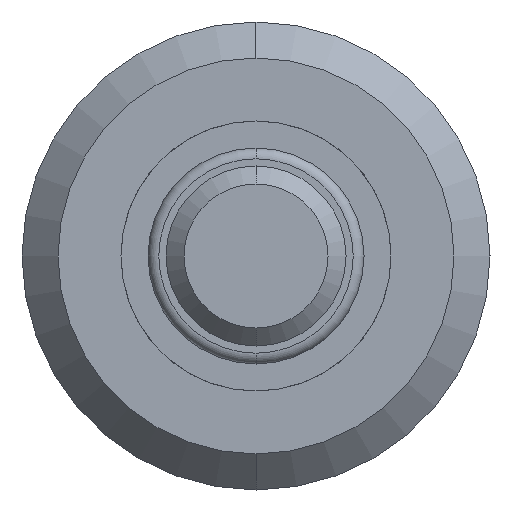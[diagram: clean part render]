
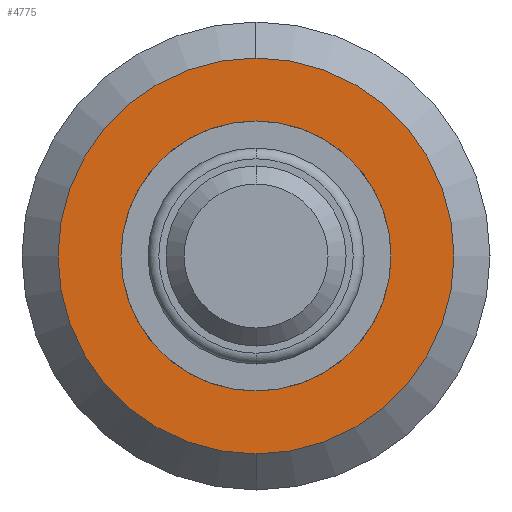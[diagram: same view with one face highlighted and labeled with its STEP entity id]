
A CAD part, front view. The second image highlights one B-rep face of the part: STEP entity #4775.
In plain terms, the highlighted planar face has unit normal (0, -1, 0).
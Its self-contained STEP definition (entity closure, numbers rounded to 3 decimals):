
#145 = EDGE_LOOP ( 'NONE', ( #4427, #1346 ) ) ;
#236 = DIRECTION ( 'NONE',  ( 0., -1., 0. ) ) ;
#262 = CARTESIAN_POINT ( 'NONE',  ( 0., 28.3, 0. ) ) ;
#363 = CIRCLE ( 'NONE', #2960, 2.75 ) ;
#410 = FACE_BOUND ( 'NONE', #1462, .T. ) ;
#479 = AXIS2_PLACEMENT_3D ( 'NONE', #1766, #2141, #4306 ) ;
#482 = DIRECTION ( 'NONE',  ( 0., 0., 1. ) ) ;
#686 = EDGE_CURVE ( 'Defeature ausgef�hrt2_22+Defeature ausgef�hrt2_23+Defeature ausgef�hrt2_23+Defeature ausgef�hrt2_23', #2993, #2930, #1002, .T. ) ;
#689 = ORIENTED_EDGE ( 'NONE', *, *, #686, .T. ) ;
#940 = VERTEX_POINT ( 'NONE', #1401 ) ;
#960 = ORIENTED_EDGE ( 'NONE', *, *, #3783, .T. ) ;
#1002 = CIRCLE ( 'NONE', #1600, 0.9 ) ;
#1047 = PLANE ( 'NONE',  #479 ) ;
#1121 = VERTEX_POINT ( 'NONE', #1253 ) ;
#1253 = CARTESIAN_POINT ( 'NONE',  ( 0., 28.3, -2.75 ) ) ;
#1346 = ORIENTED_EDGE ( 'NONE', *, *, #4356, .T. ) ;
#1401 = CARTESIAN_POINT ( 'NONE',  ( 0., 28.3, 2.75 ) ) ;
#1433 = CARTESIAN_POINT ( 'NONE',  ( 0., 28.3, -0.9 ) ) ;
#1462 = EDGE_LOOP ( 'NONE', ( #960, #689 ) ) ;
#1600 = AXIS2_PLACEMENT_3D ( 'NONE', #2822, #3166, #4625 ) ;
#1640 = DIRECTION ( 'NONE',  ( 0., 0., -1. ) ) ;
#1766 = CARTESIAN_POINT ( 'NONE',  ( -3.25, 28.3, 0. ) ) ;
#1931 = CARTESIAN_POINT ( 'NONE',  ( 0., 28.3, 0. ) ) ;
#1999 = CARTESIAN_POINT ( 'NONE',  ( 0., 28.3, 0. ) ) ;
#2106 = FACE_OUTER_BOUND ( 'NONE', #145, .T. ) ;
#2110 = CIRCLE ( 'NONE', #4153, 0.9 ) ;
#2141 = DIRECTION ( 'NONE',  ( 0., -1., 0. ) ) ;
#2360 = DIRECTION ( 'NONE',  ( 0., -1., 0. ) ) ;
#2822 = CARTESIAN_POINT ( 'NONE',  ( 0., 28.3, 0. ) ) ;
#2930 = VERTEX_POINT ( 'NONE', #4704 ) ;
#2960 = AXIS2_PLACEMENT_3D ( 'NONE', #1999, #2360, #1640 ) ;
#2993 = VERTEX_POINT ( 'NONE', #1433 ) ;
#3166 = DIRECTION ( 'NONE',  ( 0., 1., 0. ) ) ;
#3339 = CIRCLE ( 'NONE', #3436, 2.75 ) ;
#3436 = AXIS2_PLACEMENT_3D ( 'NONE', #262, #236, #4652 ) ;
#3783 = EDGE_CURVE ( 'Defeature ausgef�hrt2_22+Defeature ausgef�hrt2_23+Defeature ausgef�hrt2_23+Defeature ausgef�hrt2_23', #2930, #2993, #2110, .T. ) ;
#4153 = AXIS2_PLACEMENT_3D ( 'NONE', #1931, #4163, #482 ) ;
#4163 = DIRECTION ( 'NONE',  ( 0., 1., 0. ) ) ;
#4306 = DIRECTION ( 'NONE',  ( 0., 0., -1. ) ) ;
#4356 = EDGE_CURVE ( 'Defeature ausgef�hrt2_22+Defeature ausgef�hrt2_24+Defeature ausgef�hrt2_24+Defeature ausgef�hrt2_24', #1121, #940, #3339, .T. ) ;
#4427 = ORIENTED_EDGE ( 'NONE', *, *, #4714, .T. ) ;
#4625 = DIRECTION ( 'NONE',  ( 0., 0., 1. ) ) ;
#4652 = DIRECTION ( 'NONE',  ( 0., 0., -1. ) ) ;
#4704 = CARTESIAN_POINT ( 'NONE',  ( 0., 28.3, 0.9 ) ) ;
#4714 = EDGE_CURVE ( 'Defeature ausgef�hrt2_22+Defeature ausgef�hrt2_24+Defeature ausgef�hrt2_24+Defeature ausgef�hrt2_24', #940, #1121, #363, .T. ) ;
#4775 = ADVANCED_FACE ( 'Defeature ausgef�hrt2_22', ( #2106, #410 ), #1047, .T. ) ;
